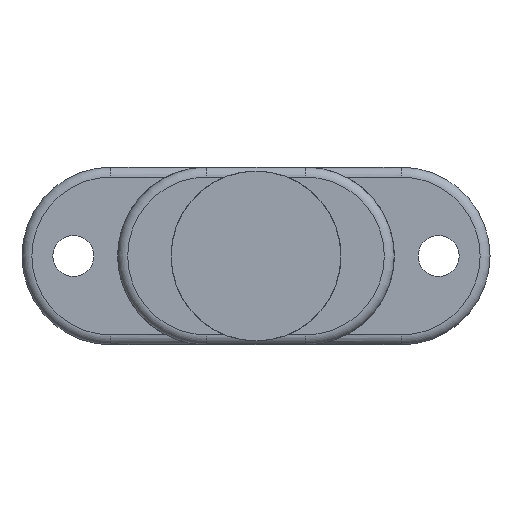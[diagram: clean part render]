
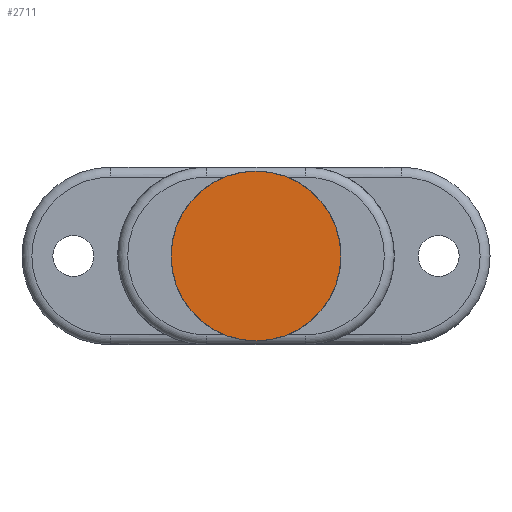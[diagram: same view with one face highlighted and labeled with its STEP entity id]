
A CAD part, left-side view. The second image highlights one B-rep face of the part: STEP entity #2711.
In plain terms, the highlighted planar face has unit normal (-1, 0, 0).
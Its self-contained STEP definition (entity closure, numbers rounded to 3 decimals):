
#242=PLANE('',#2935);
#452=FACE_OUTER_BOUND('',#622,.T.);
#622=EDGE_LOOP('',(#2521));
#1085=CIRCLE('',#2807,4.3);
#1229=VERTEX_POINT('',#4212);
#1507=EDGE_CURVE('',#1229,#1229,#1085,.T.);
#2521=ORIENTED_EDGE('',*,*,#1507,.T.);
#2711=ADVANCED_FACE('',(#452),#242,.F.);
#2807=AXIS2_PLACEMENT_3D('',#4213,#3152,#3153);
#2935=AXIS2_PLACEMENT_3D('',#6189,#3558,#3559);
#3152=DIRECTION('center_axis',(-1.,0.,0.));
#3153=DIRECTION('ref_axis',(0.,1.,0.));
#3558=DIRECTION('center_axis',(1.,0.,0.));
#3559=DIRECTION('ref_axis',(0.,1.,0.));
#4212=CARTESIAN_POINT('',(48.035,52.763,0.));
#4213=CARTESIAN_POINT('Origin',(48.035,57.063,0.));
#6189=CARTESIAN_POINT('Origin',(48.035,57.063,0.));
